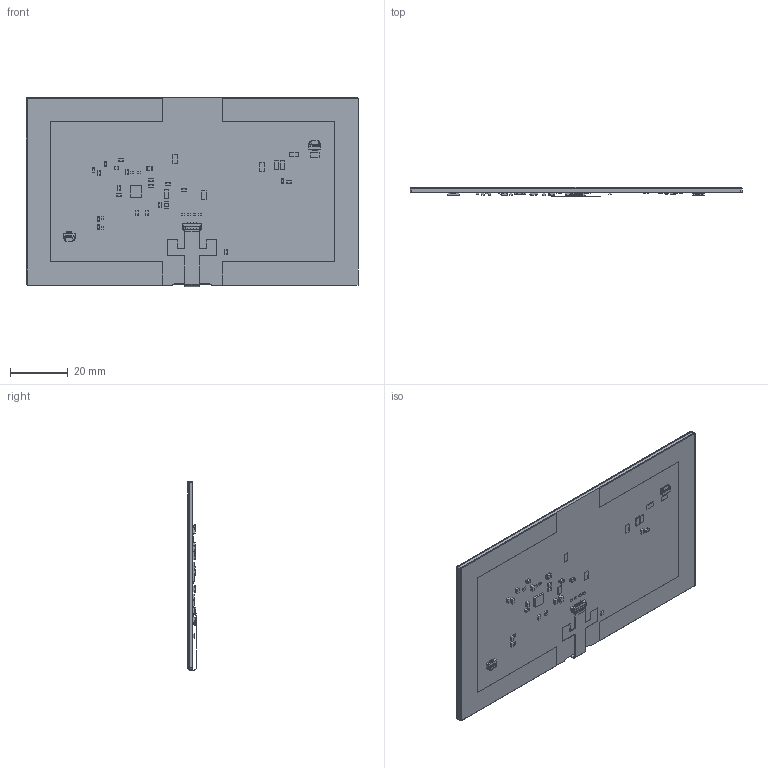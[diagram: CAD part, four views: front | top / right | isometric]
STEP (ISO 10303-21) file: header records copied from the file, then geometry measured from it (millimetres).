
FILE_DESCRIPTION (( 'STEP AP203' ), '1' );
FILE_NAME ('54-00157.STEP', '2021-01-26T05:11:51', ( 'admin' ), ( '' ), 'SwSTEP 2.0', 'SolidWorks 2014', '' );
FILE_SCHEMA (( 'CONFIG_CONTROL_DESIGN' ));
Length unit declared in the file: millimetre
Products named in the file (91): Extruded_3; R17_2; Extruded_2; C9; ra sensor 4; Extruded_15; C2; R2; J2; 6278156976; R28; 6278153616; Extruded_18; 6277668096; C10; RA FR4; 6277672176; C3; R4; C1; D3; Extruded_7; Extruded_4; 6277673936_2; JU6; C11_2; Open CASCADE STEP translator 6.8 2.1.1; C5; C4; R5; R10; D4; 6278156576; 6278153376; U3_2; JU1; J7_2; Board; Extruded_16; Extruded_11 ...
Assembly tree (154 placements, depth 5):
  54-00157
    sensor 4
    gr ra 4
    gr 4
    sp 4
    ra sensor 4
    RA FR4
    24-00798
      Board
        Open CASCADE STEP translator 6.8 2.1.1
      JU8
        6277667056
          Extruded
      JU7
        6277667056
          Extruded
      JU6
        6277668096
          Extruded_2
      JU1
        6277668096
          Extruded_2
      JU5
        6277668096
          Extruded_2
      JU3
        6277668096
          Extruded_2
      JU2
        6277668096
          Extruded_2
      JU4
        6277668096
          Extruded_2
      R29
        6278153616  x2
          Extruded_3
        6278153376
          Extruded_4
      R28
        6278154256  x2
          Extruded_5
        6278154016
          Extruded_6
      C6
        6278156576
          Extruded_7
        6278156336  x2
          Extruded_8
      J2
        FH19C-4S-0.5SH_RGB8421504
          FH19C-4S-0.5SH___X__8A__S__H__X__97__S___
      C1
        6278156576
          Extruded_7
        6278156336  x2
          Extruded_8
      R10
        6278153616  x2
          Extruded_3
Bounding box: 115 x 3.09 x 65.54 mm (x, y, z)
Volume: 12669.6 mm3; surface area: 96178.5 mm2
Topology: 92 solids, 92 shells, 1234 faces, 3140 edges, 2086 vertices
Faces by surface type: plane 1077, cylinder 155, cone 2
Entity records: 33818 total; most frequent: CARTESIAN_POINT 4090, DIRECTION 3915, ORIENTED_EDGE 3778, EDGE_CURVE 1889, VECTOR 1661, LINE 1661, VERTEX_POINT 1254, AXIS2_PLACEMENT_3D 1127
